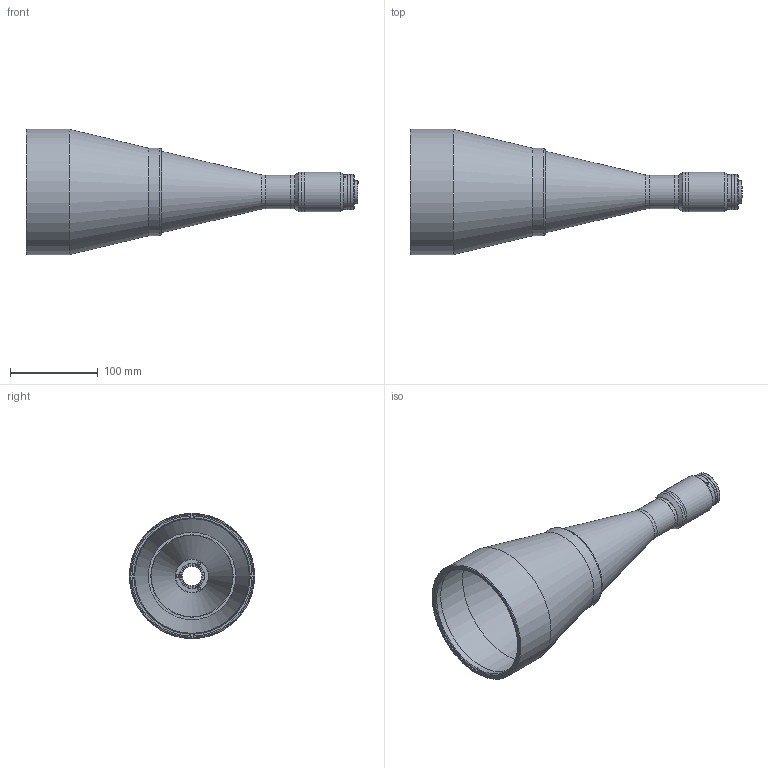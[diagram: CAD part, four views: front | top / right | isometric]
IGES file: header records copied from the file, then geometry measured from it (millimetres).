
Start section: SolidWorks IGES file using analytic representation for surfaces
Global section: file name: DP32119-A_TC4MHRP096-C.igs; native system: SolidWorks 2021; preprocessor: SolidWorks 2021; author: lrizzotto; date: 220613.112641; units: millimetre
Bounding box: 379.15 x 143 x 143 mm (x, y, z)
Surface area: 121191.2 mm2 (no closed solid volume)
Topology: 0 solids, 0 shells, 54 faces, 346 edges, 315 vertices
Faces by surface type: revolution 33, bspline 21
